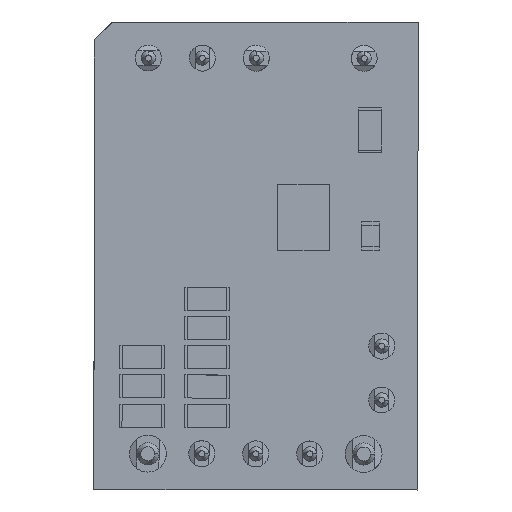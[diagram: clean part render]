
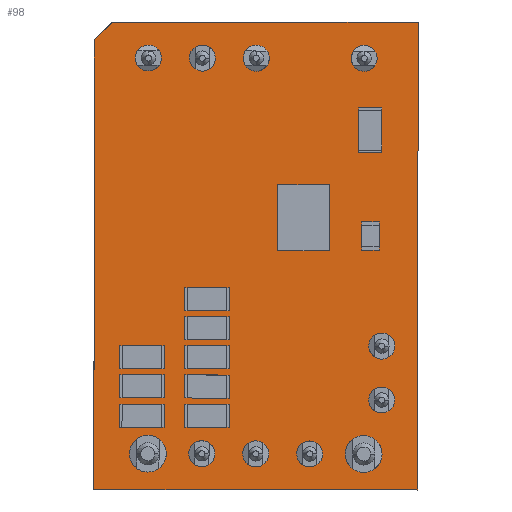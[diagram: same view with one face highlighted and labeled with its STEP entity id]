
A CAD part, front view. The second image highlights one B-rep face of the part: STEP entity #98.
In plain terms, the highlighted planar face has unit normal (0.001, -1, -0.001).
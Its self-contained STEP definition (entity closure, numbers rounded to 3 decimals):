
#1=DIRECTION('',(-0.707,0.,-0.707));
#2=VECTOR('',#1,1.796);
#3=CARTESIAN_POINT('',(-10.163,0.,16.51));
#4=LINE('',#3,#2);
#5=DIRECTION('',(1.,0.,0.));
#6=VECTOR('',#5,21.59);
#7=CARTESIAN_POINT('',(-10.163,0.,16.51));
#8=LINE('',#7,#6);
#9=DIRECTION('',(0.,0.,-1.));
#10=VECTOR('',#9,33.02);
#11=CARTESIAN_POINT('',(11.427,0.,16.51));
#12=LINE('',#11,#10);
#13=DIRECTION('',(-1.,0.,0.));
#14=VECTOR('',#13,22.86);
#15=CARTESIAN_POINT('',(11.427,0.,-16.51));
#16=LINE('',#15,#14);
#17=DIRECTION('',(0.,0.,1.));
#18=VECTOR('',#17,31.75);
#19=CARTESIAN_POINT('',(-11.433,0.,-16.51));
#20=LINE('',#19,#18);
#61=CARTESIAN_POINT('',(11.427,0.,16.51));
#62=CARTESIAN_POINT('',(11.427,0.,-16.51));
#63=VERTEX_POINT('',#61);
#64=VERTEX_POINT('',#62);
#65=CARTESIAN_POINT('',(-11.433,0.,-16.51));
#66=VERTEX_POINT('',#65);
#73=CARTESIAN_POINT('',(-10.163,0.,16.51));
#74=CARTESIAN_POINT('',(-11.433,0.,15.24));
#75=VERTEX_POINT('',#73);
#76=VERTEX_POINT('',#74);
#81=CARTESIAN_POINT('',(0.,0.,0.));
#82=DIRECTION('',(0.,1.,0.));
#83=DIRECTION('',(1.,0.,0.));
#84=AXIS2_PLACEMENT_3D('',#81,#82,#83);
#85=PLANE('',#84);
#87=ORIENTED_EDGE('',*,*,#86,.F.);
#89=ORIENTED_EDGE('',*,*,#88,.T.);
#91=ORIENTED_EDGE('',*,*,#90,.T.);
#93=ORIENTED_EDGE('',*,*,#92,.T.);
#95=ORIENTED_EDGE('',*,*,#94,.T.);
#96=EDGE_LOOP('',(#87,#89,#91,#93,#95));
#97=FACE_OUTER_BOUND('',#96,.F.);
#98=ADVANCED_FACE('',(#97),#85,.F.);
#86=EDGE_CURVE('',#75,#76,#4,.T.);
#88=EDGE_CURVE('',#75,#63,#8,.T.);
#90=EDGE_CURVE('',#63,#64,#12,.T.);
#92=EDGE_CURVE('',#64,#66,#16,.T.);
#94=EDGE_CURVE('',#66,#76,#20,.T.);
